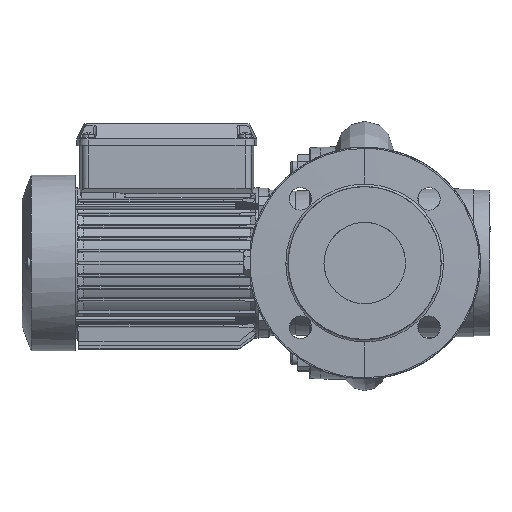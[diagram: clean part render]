
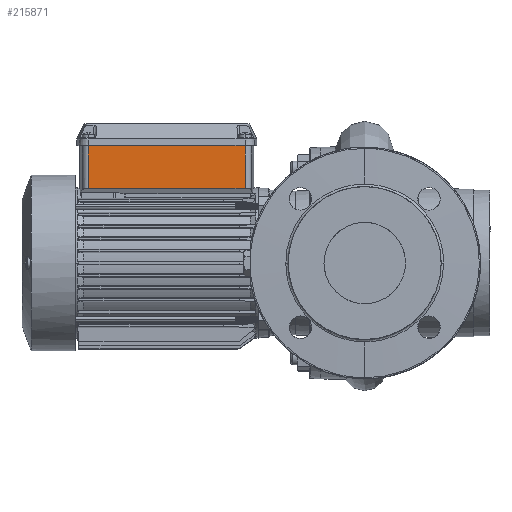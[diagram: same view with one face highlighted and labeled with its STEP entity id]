
A CAD part, left-side view. The second image highlights one B-rep face of the part: STEP entity #215871.
In plain terms, the highlighted planar face has unit normal (-1, 0, 0).
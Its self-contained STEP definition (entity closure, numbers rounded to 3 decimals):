
#2345 = CARTESIAN_POINT ( 'NONE',  ( -47.5, 16.35, 93.5 ) ) ;
#8110 = AXIS2_PLACEMENT_3D ( 'NONE', #138236, #211883, #46491 ) ;
#9989 = VECTOR ( 'NONE', #156864, 1000. ) ;
#25313 = VERTEX_POINT ( 'NONE', #138979 ) ;
#30082 = CARTESIAN_POINT ( 'NONE',  ( -47.5, 186.151, 59.5 ) ) ;
#37406 = LINE ( 'NONE', #2345, #218914 ) ;
#38012 = LINE ( 'NONE', #204597, #42082 ) ;
#39170 = CARTESIAN_POINT ( 'NONE',  ( -47.5, 165.25, 93.5 ) ) ;
#41020 = VERTEX_POINT ( 'NONE', #74600 ) ;
#42082 = VECTOR ( 'NONE', #149046, 1000. ) ;
#46491 = DIRECTION ( 'NONE',  ( 0., 0., 1. ) ) ;
#56746 = EDGE_CURVE ( 'NONE', #150430, #25313, #38012, .T. ) ;
#64595 = PLANE ( 'NONE',  #8110 ) ;
#74600 = CARTESIAN_POINT ( 'NONE',  ( -47.5, 165.25, 59.5 ) ) ;
#83699 = CARTESIAN_POINT ( 'NONE',  ( -47.5, 40.25, 93.5 ) ) ;
#91933 = CARTESIAN_POINT ( 'NONE',  ( -47.5, 165.25, 93.5 ) ) ;
#100206 = VECTOR ( 'NONE', #208116, 1000. ) ;
#133285 = LINE ( 'NONE', #39170, #100206 ) ;
#135201 = ORIENTED_EDGE ( 'NONE', *, *, #220342, .T. ) ;
#138236 = CARTESIAN_POINT ( 'NONE',  ( -47.5, 35.479, 93.5 ) ) ;
#138979 = CARTESIAN_POINT ( 'NONE',  ( -47.5, 40.25, 59.5 ) ) ;
#141737 = EDGE_LOOP ( 'NONE', ( #145391, #221573, #152876, #135201 ) ) ;
#143255 = VERTEX_POINT ( 'NONE', #91933 ) ;
#145391 = ORIENTED_EDGE ( 'NONE', *, *, #193895, .T. ) ;
#149046 = DIRECTION ( 'NONE',  ( 0., 0., -1. ) ) ;
#150430 = VERTEX_POINT ( 'NONE', #83699 ) ;
#152876 = ORIENTED_EDGE ( 'NONE', *, *, #56746, .F. ) ;
#156864 = DIRECTION ( 'NONE',  ( 0., 1., 0. ) ) ;
#159256 = LINE ( 'NONE', #30082, #9989 ) ;
#184664 = DIRECTION ( 'NONE',  ( 0., 1., 0. ) ) ;
#193895 = EDGE_CURVE ( 'NONE', #143255, #41020, #133285, .T. ) ;
#204597 = CARTESIAN_POINT ( 'NONE',  ( -47.5, 40.25, 93.5 ) ) ;
#208116 = DIRECTION ( 'NONE',  ( 0., 0., -1. ) ) ;
#211883 = DIRECTION ( 'NONE',  ( -1., 0., 0. ) ) ;
#215871 = ADVANCED_FACE ( 'NONE', ( #230000 ), #64595, .T. ) ;
#218914 = VECTOR ( 'NONE', #184664, 1000. ) ;
#220342 = EDGE_CURVE ( 'NONE', #150430, #143255, #37406, .T. ) ;
#221573 = ORIENTED_EDGE ( 'NONE', *, *, #226289, .F. ) ;
#226289 = EDGE_CURVE ( 'NONE', #25313, #41020, #159256, .T. ) ;
#230000 = FACE_OUTER_BOUND ( 'NONE', #141737, .T. ) ;
